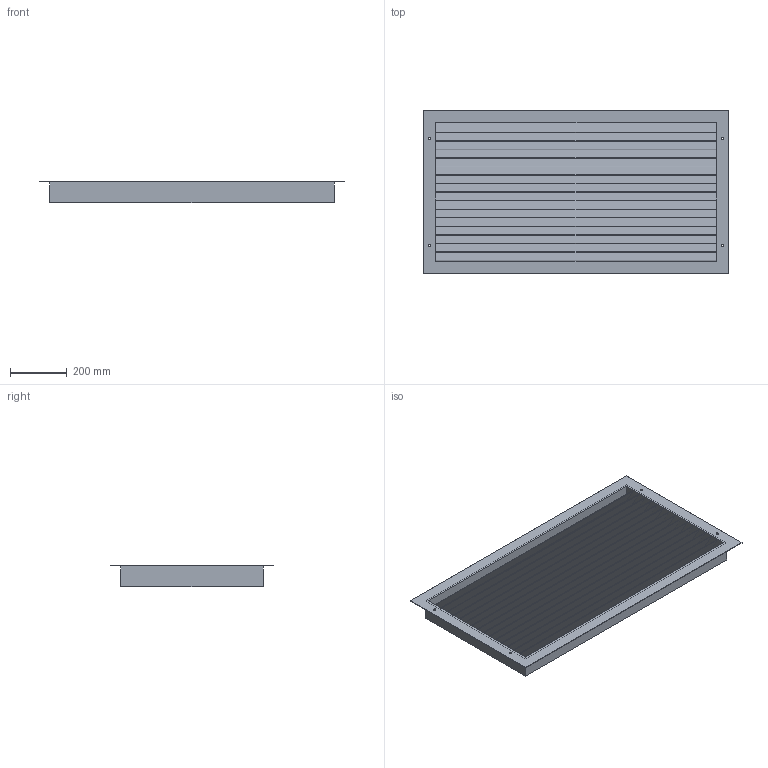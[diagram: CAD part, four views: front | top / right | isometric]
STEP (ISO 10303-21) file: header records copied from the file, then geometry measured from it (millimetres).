
FILE_DESCRIPTION (( 'STEP AP214' ), '1' );
FILE_NAME ('LZP56.STEP', '2022-10-12T16:23:00', ( '' ), ( '' ), 'SwSTEP 2.0', 'SolidWorks 2017', '' );
FILE_SCHEMA (( 'AUTOMOTIVE_DESIGN' ));
Length unit declared in the file: millimetre
Products named in the file (1): LZP56
Bounding box: 1075 x 575 x 75 mm (x, y, z)
Volume: 3582301.6 mm3; surface area: 2990776.4 mm2
Topology: 1 solids, 1 shells, 103 faces, 300 edges, 200 vertices
Faces by surface type: cylinder 55, plane 48
Entity records: 3558 total; most frequent: DIRECTION 618, CARTESIAN_POINT 604, ORIENTED_EDGE 600, EDGE_CURVE 300, AXIS2_PLACEMENT_3D 214, VERTEX_POINT 200, LINE 190, VECTOR 190
